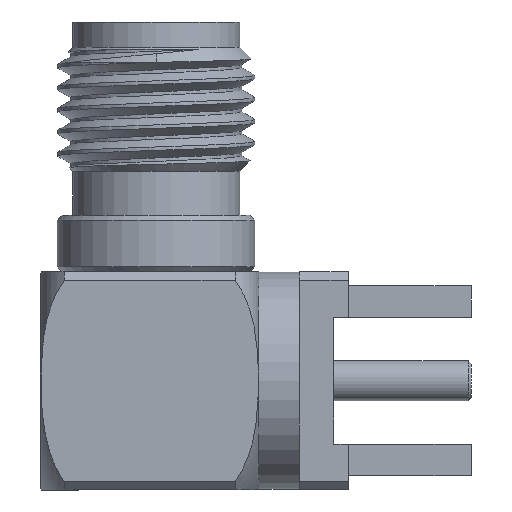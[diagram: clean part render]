
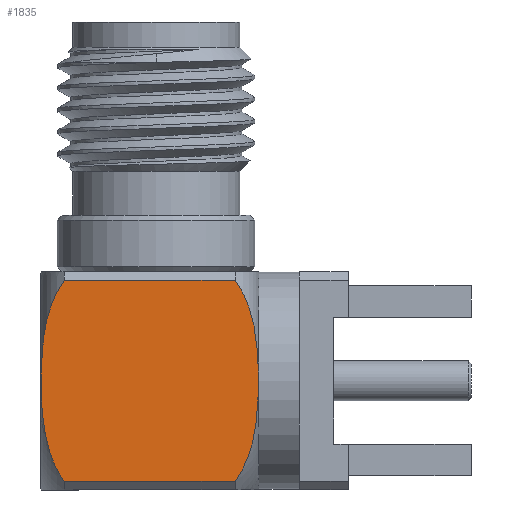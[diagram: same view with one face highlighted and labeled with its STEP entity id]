
A CAD part, left-side view. The second image highlights one B-rep face of the part: STEP entity #1835.
In plain terms, the highlighted planar face has unit normal (-1, 0, 0).
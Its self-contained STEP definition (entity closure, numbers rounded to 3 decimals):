
#42=B_SPLINE_CURVE_WITH_KNOTS('',3,(#2586,#2587,#2588,#2589,#2590,#2591,
#2592),.UNSPECIFIED.,.F.,.F.,(4,1,1,1,4),(0.018,0.02,
0.021,0.023,0.025),.UNSPECIFIED.);
#51=B_SPLINE_CURVE_WITH_KNOTS('',3,(#2647,#2648,#2649,#2650,#2651,#2652,
#2653),.UNSPECIFIED.,.F.,.F.,(4,1,1,1,4),(0.018,0.02,
0.021,0.023,0.025),.UNSPECIFIED.);
#172=LINE('',#2660,#280);
#174=LINE('',#2664,#282);
#280=VECTOR('',#2191,1000.);
#282=VECTOR('',#2197,1000.);
#328=PLANE('',#1925);
#578=ORIENTED_EDGE('',*,*,#806,.T.);
#579=ORIENTED_EDGE('',*,*,#819,.T.);
#580=ORIENTED_EDGE('',*,*,#817,.T.);
#581=ORIENTED_EDGE('',*,*,#821,.T.);
#806=EDGE_CURVE('',#951,#950,#42,.T.);
#817=EDGE_CURVE('',#960,#959,#51,.T.);
#819=EDGE_CURVE('',#950,#960,#172,.T.);
#821=EDGE_CURVE('',#959,#951,#174,.T.);
#950=VERTEX_POINT('',#2585);
#951=VERTEX_POINT('',#2593);
#959=VERTEX_POINT('',#2646);
#960=VERTEX_POINT('',#2654);
#1083=EDGE_LOOP('',(#578,#579,#580,#581));
#1185=FACE_BOUND('',#1083,.T.);
#1835=ADVANCED_FACE('',(#1185),#328,.T.);
#1925=AXIS2_PLACEMENT_3D('',#2663,#2195,#2196);
#2191=DIRECTION('',(0.,1.,0.));
#2195=DIRECTION('',(-1.,0.,0.));
#2196=DIRECTION('',(0.,0.,-1.));
#2197=DIRECTION('',(0.,-1.,0.));
#2585=CARTESIAN_POINT('',(-3.5,-2.532,-0.28));
#2586=CARTESIAN_POINT('',(-3.5,-2.532,-6.72));
#2587=CARTESIAN_POINT('',(-3.5,-2.866,-6.271));
#2588=CARTESIAN_POINT('',(-3.5,-3.232,-5.187));
#2589=CARTESIAN_POINT('',(-3.5,-3.301,-3.501));
#2590=CARTESIAN_POINT('',(-3.5,-3.234,-1.825));
#2591=CARTESIAN_POINT('',(-3.5,-2.866,-0.729));
#2592=CARTESIAN_POINT('',(-3.5,-2.532,-0.28));
#2593=CARTESIAN_POINT('',(-3.5,-2.532,-6.72));
#2646=CARTESIAN_POINT('',(-3.5,2.942,-6.72));
#2647=CARTESIAN_POINT('',(-3.5,2.942,-0.28));
#2648=CARTESIAN_POINT('',(-3.5,3.276,-0.729));
#2649=CARTESIAN_POINT('',(-3.5,3.642,-1.813));
#2650=CARTESIAN_POINT('',(-3.5,3.711,-3.499));
#2651=CARTESIAN_POINT('',(-3.5,3.644,-5.175));
#2652=CARTESIAN_POINT('',(-3.5,3.276,-6.271));
#2653=CARTESIAN_POINT('',(-3.5,2.942,-6.72));
#2654=CARTESIAN_POINT('',(-3.5,2.942,-0.28));
#2660=CARTESIAN_POINT('',(-3.5,3.7,-0.28));
#2663=CARTESIAN_POINT('',(-3.5,3.7,0.));
#2664=CARTESIAN_POINT('',(-3.5,3.7,-6.72));
